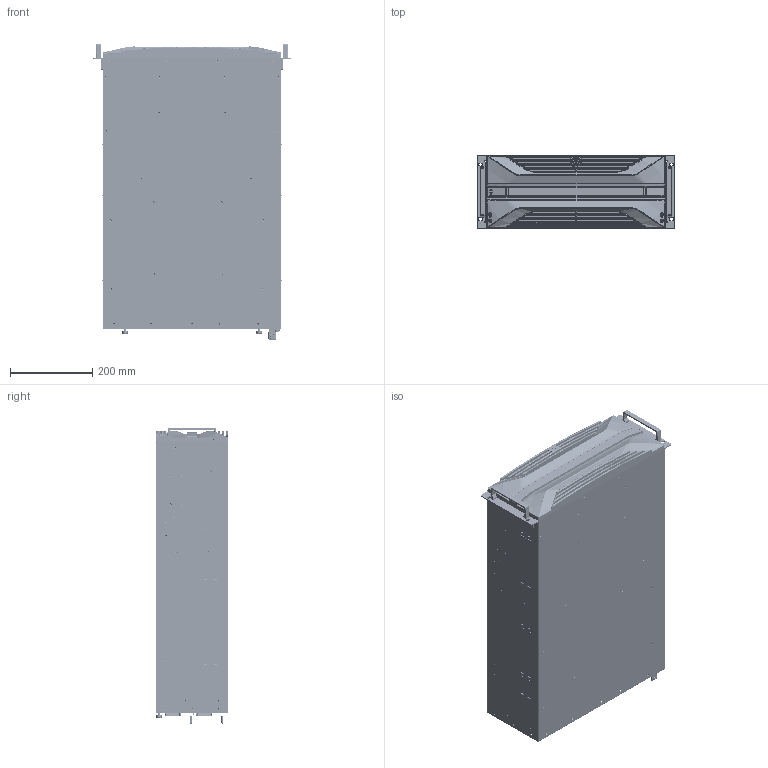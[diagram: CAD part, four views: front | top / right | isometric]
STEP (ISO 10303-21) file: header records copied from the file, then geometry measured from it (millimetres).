
FILE_DESCRIPTION (( 'STEP AP214' ), '1' );
FILE_NAME ('HPC-7485.STEP', '2020-10-29T06:47:16', ( '' ), ( '' ), 'SwSTEP 2.0', 'SolidWorks 2018', '' );
FILE_SCHEMA (( 'AUTOMOTIVE_DESIGN' ));
Length unit declared in the file: millimetre
Products named in the file (1): HPC-7485
Bounding box: 482 x 177.31 x 720.56 mm (x, y, z)
Volume: 49785865.5 mm3; surface area: 2161364.8 mm2
Topology: 60 solids, 63 shells, 8039 faces, 21482 edges, 13645 vertices
Faces by surface type: plane 5060, cylinder 1695, bspline 754, cone 392, torus 138
Entity records: 339573 total; most frequent: CARTESIAN_POINT 157274, ORIENTED_EDGE 42744, DIRECTION 29091, EDGE_CURVE 21372, VERTEX_POINT 13645, AXIS2_PLACEMENT_3D 9754, LINE 9583, VECTOR 9583
